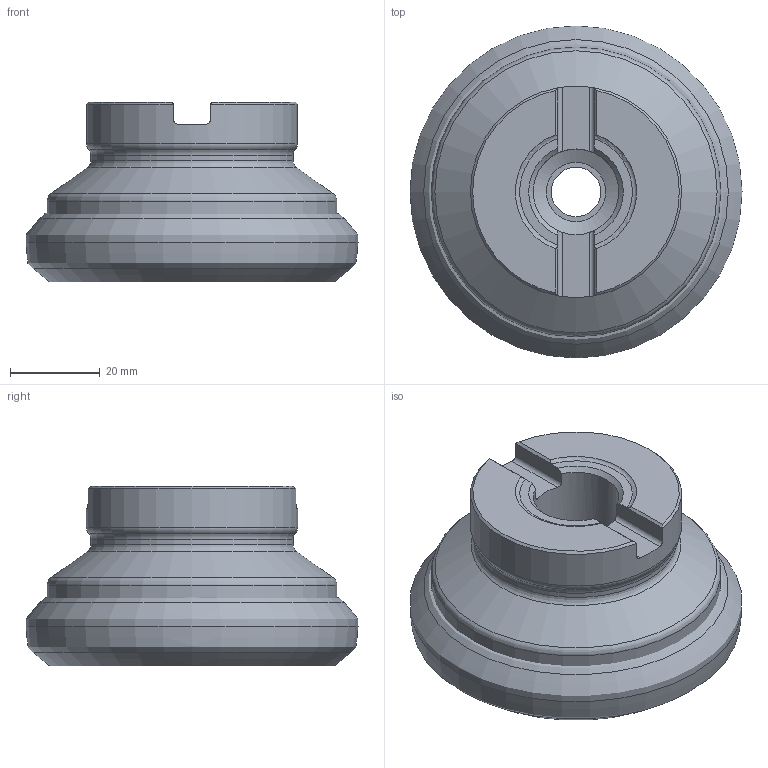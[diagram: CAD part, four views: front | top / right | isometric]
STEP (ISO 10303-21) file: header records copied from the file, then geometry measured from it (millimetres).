
FILE_DESCRIPTION(/* description */ (''),/* implementation_level */ '2;1');
FILE_NAME(/* name */ 'R220.43-02.50-06-05SA_Basic.stp',/* time_stamp */ '2024-06-21T15:12:31+06:00',/* author */ (''),/* organization */ (''),/* preprocessor_version */ 'ST-DEVELOPER v16.7',/* originating_system */ 'SIEMENS PLM Software NX 12.0',/* authorisation */ '');
FILE_SCHEMA (('AUTOMOTIVE_DESIGN { 1 0 10303 214 3 1 1 1 }'));
Length unit declared in the file: millimetre
Products named in the file (4): CUT; NOCUT; ASSEMBLY_CONSTRUCTION; A2745227_stp_stp
Assembly tree (3 placements, depth 2):
  A2745227_stp_stp
    ASSEMBLY_CONSTRUCTION
    NOCUT
    CUT
Bounding box: 73.88 x 73.88 x 40 mm (x, y, z)
Volume: 124279.4 mm3; surface area: 24642 mm2
Topology: 2 solids, 2 shells, 58 faces, 141 edges, 97 vertices
Faces by surface type: plane 17, torus 12, cone 11, cylinder 10, revolution 8
Full cylindrical faces by diameter (mm): 11 x1, 16 x1, 19.05 x1, 45 x1, 47 x1, 64.464 x1
Entity records: 2086 total; most frequent: CARTESIAN_POINT 706, DIRECTION 262, ORIENTED_EDGE 194, AXIS2_PLACEMENT_3D 113, EDGE_CURVE 97, EDGE_LOOP 92, VERTEX_POINT 73, FACE_BOUND 68
